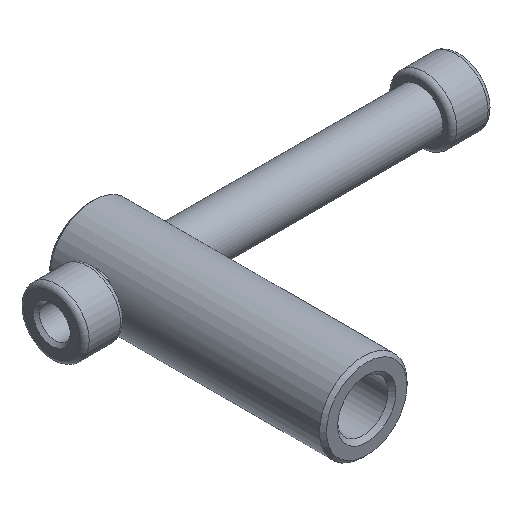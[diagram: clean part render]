
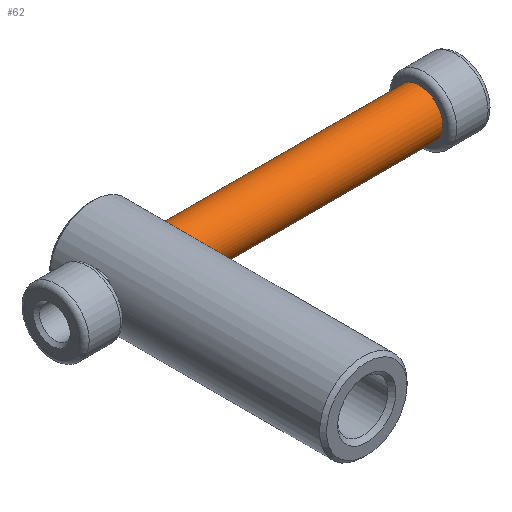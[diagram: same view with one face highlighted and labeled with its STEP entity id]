
A CAD part, isometric view. The second image highlights one B-rep face of the part: STEP entity #62.
In plain terms, the highlighted cylindrical face has radius 8 mm (diameter 16 mm), a full revolution.
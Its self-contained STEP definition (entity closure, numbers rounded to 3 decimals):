
#62 = ADVANCED_FACE( '', ( #142, #143 ), #144, .T. );
#142 = FACE_OUTER_BOUND( '', #252, .T. );
#143 = FACE_OUTER_BOUND( '', #253, .T. );
#144 = CYLINDRICAL_SURFACE( '', #254, 8. );
#252 = EDGE_LOOP( '', ( #368 ) );
#253 = EDGE_LOOP( '', ( #369 ) );
#254 = AXIS2_PLACEMENT_3D( '', #370, #371, #372 );
#368 = ORIENTED_EDGE( '', *, *, #497, .F. );
#369 = ORIENTED_EDGE( '', *, *, #505, .T. );
#370 = CARTESIAN_POINT( '', ( 110.999, 79., 0. ) );
#371 = DIRECTION( '', ( -1., 0., 0. ) );
#372 = DIRECTION( '', ( 0., 0., -1. ) );
#497 = EDGE_CURVE( '', #555, #555, #556, .T. );
#505 = EDGE_CURVE( '', #568, #568, #569, .T. );
#555 = VERTEX_POINT( '', #631 );
#556 = CIRCLE( '', #632, 8. );
#568 = VERTEX_POINT( '', #644 );
#569 = B_SPLINE_CURVE_WITH_KNOTS( '', 3, ( #645, #646, #647, #648, #649, #650, #651, #652, #653, #654, #655, #656, #657, #658, #659, #660, #661, #662, #663, #664, #665, #666, #667, #668, #669, #670, #671, #672, #673, #674, #675, #676, #677, #678, #679, #680, #681, #682, #683, #684, #685, #686, #687, #688, #689, #690, #691, #692, #693, #694, #695, #696, #697, #698, #699, #700, #701, #702, #703, #704, #705, #706, #707, #708, #709, #710, #711, #712, #713, #714, #715, #716, #717, #718, #719, #720, #721, #722, #723, #724, #725, #726, #727, #728, #729, #730, #731, #732, #733, #734 ), .UNSPECIFIED., .T., .F., ( 2, 2, 2, 2, 2, 2, 2, 2, 2, 2, 2, 2, 2, 2, 2, 2, 2, 2, 2, 2, 2, 2, 2, 2, 2, 2, 2, 2, 2, 2, 2, 2, 2, 2, 2, 2, 2, 2, 2, 2, 2, 2, 2, 2, 2, 2, 2 ), ( -0.001, 0., 0.002, 0.003, 0.005, 0.006, 0.007, 0.008, 0.01, 0.01, 0.011, 0.013, 0.014, 0.014, 0.015, 0.016, 0.018, 0.018, 0.019, 0.021, 0.022, 0.023, 0.024, 0.025, 0.027, 0.029, 0.03, 0.032, 0.033, 0.034, 0.035, 0.037, 0.038, 0.039, 0.04, 0.041, 0.042, 0.043, 0.044, 0.045, 0.046, 0.047, 0.048, 0.049, 0.05, 0.051, 0.053 ), .UNSPECIFIED. );
#631 = CARTESIAN_POINT( '', ( 97.099, 79., -8. ) );
#632 = AXIS2_PLACEMENT_3D( '', #887, #888, #889 );
#644 = CARTESIAN_POINT( '', ( 12.689, 79., -8. ) );
#645 = CARTESIAN_POINT( '', ( 12.689, 78.73, -8. ) );
#646 = CARTESIAN_POINT( '', ( 12.689, 79.54, -8. ) );
#647 = CARTESIAN_POINT( '', ( 12.723, 80.068, -7.946 ) );
#648 = CARTESIAN_POINT( '', ( 12.851, 81.102, -7.737 ) );
#649 = CARTESIAN_POINT( '', ( 12.947, 81.614, -7.579 ) );
#650 = CARTESIAN_POINT( '', ( 13.174, 82.575, -7.176 ) );
#651 = CARTESIAN_POINT( '', ( 13.307, 83.029, -6.931 ) );
#652 = CARTESIAN_POINT( '', ( 13.592, 83.889, -6.353 ) );
#653 = CARTESIAN_POINT( '', ( 13.742, 84.286, -6.026 ) );
#654 = CARTESIAN_POINT( '', ( 13.963, 84.829, -5.485 ) );
#655 = CARTESIAN_POINT( '', ( 14.036, 85.002, -5.296 ) );
#656 = CARTESIAN_POINT( '', ( 14.179, 85.33, -4.899 ) );
#657 = CARTESIAN_POINT( '', ( 14.25, 85.486, -4.69 ) );
#658 = CARTESIAN_POINT( '', ( 14.451, 85.921, -4.046 ) );
#659 = CARTESIAN_POINT( '', ( 14.572, 86.167, -3.592 ) );
#660 = CARTESIAN_POINT( '', ( 14.724, 86.471, -2.872 ) );
#661 = CARTESIAN_POINT( '', ( 14.771, 86.561, -2.626 ) );
#662 = CARTESIAN_POINT( '', ( 14.852, 86.719, -2.118 ) );
#663 = CARTESIAN_POINT( '', ( 14.887, 86.785, -1.86 ) );
#664 = CARTESIAN_POINT( '', ( 14.97, 86.944, -1.081 ) );
#665 = CARTESIAN_POINT( '', ( 14.999, 86.999, -0.555 ) );
#666 = CARTESIAN_POINT( '', ( 15., 87.001, 0.247 ) );
#667 = CARTESIAN_POINT( '', ( 14.993, 86.988, 0.518 ) );
#668 = CARTESIAN_POINT( '', ( 14.966, 86.935, 1.05 ) );
#669 = CARTESIAN_POINT( '', ( 14.945, 86.896, 1.313 ) );
#670 = CARTESIAN_POINT( '', ( 14.89, 86.792, 1.832 ) );
#671 = CARTESIAN_POINT( '', ( 14.856, 86.727, 2.088 ) );
#672 = CARTESIAN_POINT( '', ( 14.776, 86.573, 2.594 ) );
#673 = CARTESIAN_POINT( '', ( 14.73, 86.482, 2.844 ) );
#674 = CARTESIAN_POINT( '', ( 14.577, 86.177, 3.572 ) );
#675 = CARTESIAN_POINT( '', ( 14.456, 85.931, 4.029 ) );
#676 = CARTESIAN_POINT( '', ( 14.255, 85.498, 4.674 ) );
#677 = CARTESIAN_POINT( '', ( 14.184, 85.342, 4.883 ) );
#678 = CARTESIAN_POINT( '', ( 14.041, 85.014, 5.282 ) );
#679 = CARTESIAN_POINT( '', ( 13.968, 84.841, 5.472 ) );
#680 = CARTESIAN_POINT( '', ( 13.747, 84.299, 6.015 ) );
#681 = CARTESIAN_POINT( '', ( 13.597, 83.904, 6.342 ) );
#682 = CARTESIAN_POINT( '', ( 13.311, 83.043, 6.923 ) );
#683 = CARTESIAN_POINT( '', ( 13.179, 82.59, 7.168 ) );
#684 = CARTESIAN_POINT( '', ( 13.008, 81.875, 7.47 ) );
#685 = CARTESIAN_POINT( '', ( 12.956, 81.63, 7.56 ) );
#686 = CARTESIAN_POINT( '', ( 12.863, 81.128, 7.716 ) );
#687 = CARTESIAN_POINT( '', ( 12.823, 80.868, 7.783 ) );
#688 = CARTESIAN_POINT( '', ( 12.725, 80.087, 7.944 ) );
#689 = CARTESIAN_POINT( '', ( 12.69, 79.561, 7.998 ) );
#690 = CARTESIAN_POINT( '', ( 12.687, 78.497, 8.002 ) );
#691 = CARTESIAN_POINT( '', ( 12.721, 77.955, 7.949 ) );
#692 = CARTESIAN_POINT( '', ( 12.848, 76.916, 7.742 ) );
#693 = CARTESIAN_POINT( '', ( 12.941, 76.411, 7.588 ) );
#694 = CARTESIAN_POINT( '', ( 13.17, 75.439, 7.183 ) );
#695 = CARTESIAN_POINT( '', ( 13.303, 74.984, 6.938 ) );
#696 = CARTESIAN_POINT( '', ( 13.586, 74.127, 6.365 ) );
#697 = CARTESIAN_POINT( '', ( 13.738, 73.723, 6.035 ) );
#698 = CARTESIAN_POINT( '', ( 14.033, 72.997, 5.313 ) );
#699 = CARTESIAN_POINT( '', ( 14.178, 72.669, 4.919 ) );
#700 = CARTESIAN_POINT( '', ( 14.38, 72.232, 4.273 ) );
#701 = CARTESIAN_POINT( '', ( 14.445, 72.095, 4.049 ) );
#702 = CARTESIAN_POINT( '', ( 14.565, 71.847, 3.592 ) );
#703 = CARTESIAN_POINT( '', ( 14.621, 71.734, 3.358 ) );
#704 = CARTESIAN_POINT( '', ( 14.774, 71.43, 2.639 ) );
#705 = CARTESIAN_POINT( '', ( 14.857, 71.272, 2.136 ) );
#706 = CARTESIAN_POINT( '', ( 14.97, 71.056, 1.085 ) );
#707 = CARTESIAN_POINT( '', ( 14.999, 71.002, 0.556 ) );
#708 = CARTESIAN_POINT( '', ( 15., 70.999, -0.242 ) );
#709 = CARTESIAN_POINT( '', ( 14.994, 71.012, -0.509 ) );
#710 = CARTESIAN_POINT( '', ( 14.966, 71.064, -1.044 ) );
#711 = CARTESIAN_POINT( '', ( 14.945, 71.104, -1.31 ) );
#712 = CARTESIAN_POINT( '', ( 14.863, 71.26, -2.092 ) );
#713 = CARTESIAN_POINT( '', ( 14.782, 71.415, -2.597 ) );
#714 = CARTESIAN_POINT( '', ( 14.628, 71.72, -3.328 ) );
#715 = CARTESIAN_POINT( '', ( 14.572, 71.834, -3.566 ) );
#716 = CARTESIAN_POINT( '', ( 14.452, 72.082, -4.025 ) );
#717 = CARTESIAN_POINT( '', ( 14.388, 72.215, -4.247 ) );
#718 = CARTESIAN_POINT( '', ( 14.254, 72.504, -4.676 ) );
#719 = CARTESIAN_POINT( '', ( 14.185, 72.658, -4.883 ) );
#720 = CARTESIAN_POINT( '', ( 14.04, 72.987, -5.283 ) );
#721 = CARTESIAN_POINT( '', ( 13.966, 73.162, -5.475 ) );
#722 = CARTESIAN_POINT( '', ( 13.744, 73.707, -6.021 ) );
#723 = CARTESIAN_POINT( '', ( 13.595, 74.102, -6.346 ) );
#724 = CARTESIAN_POINT( '', ( 13.382, 74.743, -6.778 ) );
#725 = CARTESIAN_POINT( '', ( 13.312, 74.967, -6.914 ) );
#726 = CARTESIAN_POINT( '', ( 13.181, 75.425, -7.161 ) );
#727 = CARTESIAN_POINT( '', ( 13.119, 75.659, -7.274 ) );
#728 = CARTESIAN_POINT( '', ( 12.949, 76.377, -7.575 ) );
#729 = CARTESIAN_POINT( '', ( 12.855, 76.875, -7.731 ) );
#730 = CARTESIAN_POINT( '', ( 12.757, 77.659, -7.891 ) );
#731 = CARTESIAN_POINT( '', ( 12.731, 77.926, -7.932 ) );
#732 = CARTESIAN_POINT( '', ( 12.697, 78.461, -7.986 ) );
#733 = CARTESIAN_POINT( '', ( 12.689, 78.73, -8. ) );
#734 = CARTESIAN_POINT( '', ( 12.689, 79.54, -8. ) );
#887 = CARTESIAN_POINT( '', ( 97.099, 79., 0. ) );
#888 = DIRECTION( '', ( 1., 0., 0. ) );
#889 = DIRECTION( '', ( 0., 0., -1. ) );
